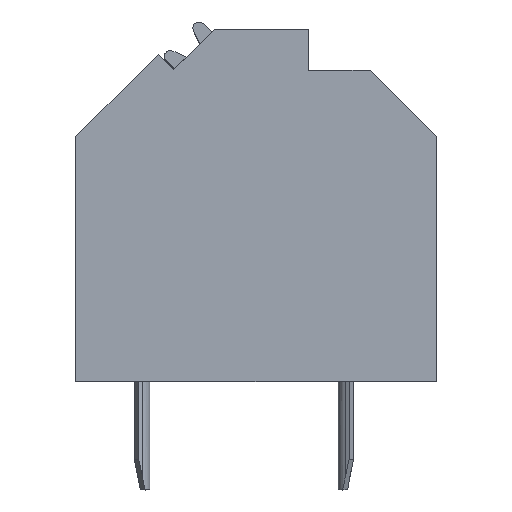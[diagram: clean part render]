
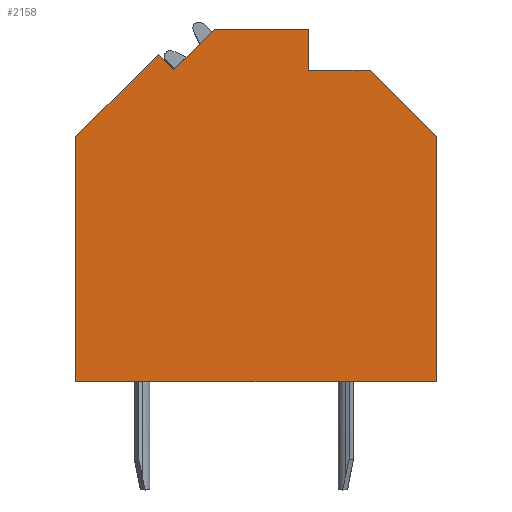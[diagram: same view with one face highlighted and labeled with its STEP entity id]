
A CAD part, top view. The second image highlights one B-rep face of the part: STEP entity #2158.
In plain terms, the highlighted planar face has unit normal (0, 0, 1).
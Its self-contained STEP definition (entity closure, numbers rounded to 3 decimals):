
#379=DIRECTION('',(-0.707,-0.707,0.));
#380=VECTOR('',#379,1.897);
#381=CARTESIAN_POINT('',(-1.39,5.718,8.485));
#382=LINE('',#381,#380);
#383=DIRECTION('',(-1.,0.,0.));
#384=VECTOR('',#383,3.14);
#385=CARTESIAN_POINT('',(1.75,5.718,8.485));
#386=LINE('',#385,#384);
#387=DIRECTION('',(0.,1.,0.));
#388=VECTOR('',#387,1.368);
#389=CARTESIAN_POINT('',(1.75,4.35,8.485));
#390=LINE('',#389,#388);
#391=DIRECTION('',(-1.,0.,0.));
#392=VECTOR('',#391,2.05);
#393=CARTESIAN_POINT('',(3.8,4.35,8.485));
#394=LINE('',#393,#392);
#395=DIRECTION('',(-0.707,0.707,0.));
#396=VECTOR('',#395,3.111);
#397=CARTESIAN_POINT('',(6.,2.15,8.485));
#398=LINE('',#397,#396);
#399=DIRECTION('',(0.,1.,0.));
#400=VECTOR('',#399,8.15);
#401=CARTESIAN_POINT('',(6.,-6.,8.485));
#402=LINE('',#401,#400);
#403=DIRECTION('',(1.,0.,0.));
#404=VECTOR('',#403,12.);
#405=CARTESIAN_POINT('',(-6.,-6.,8.485));
#406=LINE('',#405,#404);
#407=DIRECTION('',(0.,-1.,0.));
#408=VECTOR('',#407,8.14);
#409=CARTESIAN_POINT('',(-6.,2.14,8.485));
#410=LINE('',#409,#408);
#411=DIRECTION('',(-0.707,-0.707,0.));
#412=VECTOR('',#411,3.892);
#413=CARTESIAN_POINT('',(-3.248,4.892,8.485));
#414=LINE('',#413,#412);
#415=DIRECTION('',(-0.707,0.707,0.));
#416=VECTOR('',#415,0.73);
#417=CARTESIAN_POINT('',(-2.732,4.376,8.485));
#418=LINE('',#417,#416);
#1285=CARTESIAN_POINT('',(-1.39,5.718,8.485));
#1286=CARTESIAN_POINT('',(-2.732,4.376,8.485));
#1287=VERTEX_POINT('',#1285);
#1288=VERTEX_POINT('',#1286);
#1289=CARTESIAN_POINT('',(-3.248,4.892,8.485));
#1290=VERTEX_POINT('',#1289);
#1291=CARTESIAN_POINT('',(-6.,2.14,8.485));
#1292=VERTEX_POINT('',#1291);
#1293=CARTESIAN_POINT('',(-6.,-6.,8.485));
#1294=VERTEX_POINT('',#1293);
#1295=CARTESIAN_POINT('',(6.,-6.,8.485));
#1296=VERTEX_POINT('',#1295);
#1297=CARTESIAN_POINT('',(6.,2.15,8.485));
#1298=VERTEX_POINT('',#1297);
#1299=CARTESIAN_POINT('',(3.8,4.35,8.485));
#1300=VERTEX_POINT('',#1299);
#1301=CARTESIAN_POINT('',(1.75,4.35,8.485));
#1302=VERTEX_POINT('',#1301);
#1303=CARTESIAN_POINT('',(1.75,5.718,8.485));
#1304=VERTEX_POINT('',#1303);
#2134=CARTESIAN_POINT('',(0.,0.,8.485));
#2135=DIRECTION('',(0.,0.,1.));
#2136=DIRECTION('',(1.,0.,0.));
#2137=AXIS2_PLACEMENT_3D('',#2134,#2135,#2136);
#2138=PLANE('',#2137);
#2140=ORIENTED_EDGE('',*,*,#2139,.F.);
#2142=ORIENTED_EDGE('',*,*,#2141,.F.);
#2144=ORIENTED_EDGE('',*,*,#2143,.F.);
#2146=ORIENTED_EDGE('',*,*,#2145,.F.);
#2148=ORIENTED_EDGE('',*,*,#2147,.F.);
#2150=ORIENTED_EDGE('',*,*,#2149,.F.);
#2152=ORIENTED_EDGE('',*,*,#2151,.F.);
#2153=ORIENTED_EDGE('',*,*,#1907,.F.);
#2154=ORIENTED_EDGE('',*,*,#2115,.F.);
#2155=ORIENTED_EDGE('',*,*,#1861,.F.);
#2156=EDGE_LOOP('',(#2140,#2142,#2144,#2146,#2148,#2150,#2152,#2153,#2154,
#2155));
#2157=FACE_OUTER_BOUND('',#2156,.F.);
#1861=EDGE_CURVE('',#1288,#1290,#418,.T.);
#1907=EDGE_CURVE('',#1292,#1294,#410,.T.);
#2115=EDGE_CURVE('',#1290,#1292,#414,.T.);
#2139=EDGE_CURVE('',#1287,#1288,#382,.T.);
#2141=EDGE_CURVE('',#1304,#1287,#386,.T.);
#2143=EDGE_CURVE('',#1302,#1304,#390,.T.);
#2145=EDGE_CURVE('',#1300,#1302,#394,.T.);
#2147=EDGE_CURVE('',#1298,#1300,#398,.T.);
#2149=EDGE_CURVE('',#1296,#1298,#402,.T.);
#2151=EDGE_CURVE('',#1294,#1296,#406,.T.);
#2158=ADVANCED_FACE('',(#2157),#2138,.T.);
